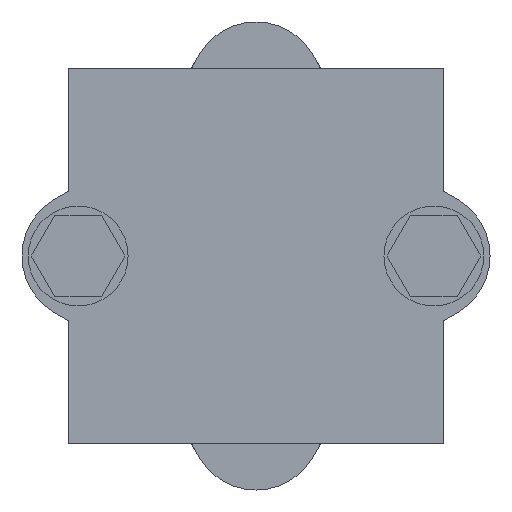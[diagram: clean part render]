
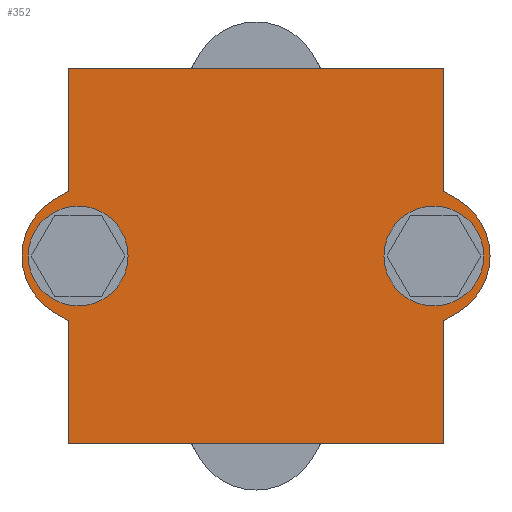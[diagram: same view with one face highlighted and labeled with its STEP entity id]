
A CAD part, left-side view. The second image highlights one B-rep face of the part: STEP entity #352.
In plain terms, the highlighted planar face has unit normal (-1, 0, 0).
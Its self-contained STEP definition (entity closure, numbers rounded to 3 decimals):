
#352 = ADVANCED_FACE( '', ( #725, #726, #727 ), #728, .F. );
#725 = FACE_BOUND( '', #1098, .T. );
#726 = FACE_BOUND( '', #1099, .T. );
#727 = FACE_OUTER_BOUND( '', #1100, .T. );
#728 = PLANE( '', #1101 );
#1098 = EDGE_LOOP( '', ( #2082 ) );
#1099 = EDGE_LOOP( '', ( #2083 ) );
#1100 = EDGE_LOOP( '', ( #2084, #2085, #2086, #2087, #2088, #2089, #2090, #2091, #2092, #2093, #2094, #2095 ) );
#1101 = AXIS2_PLACEMENT_3D( '', #2096, #2097, #2098 );
#2082 = ORIENTED_EDGE( '', *, *, #2331, .F. );
#2083 = ORIENTED_EDGE( '', *, *, #2467, .F. );
#2084 = ORIENTED_EDGE( '', *, *, #2452, .F. );
#2085 = ORIENTED_EDGE( '', *, *, #2212, .F. );
#2086 = ORIENTED_EDGE( '', *, *, #2549, .F. );
#2087 = ORIENTED_EDGE( '', *, *, #2401, .F. );
#2088 = ORIENTED_EDGE( '', *, *, #2162, .F. );
#2089 = ORIENTED_EDGE( '', *, *, #2378, .F. );
#2090 = ORIENTED_EDGE( '', *, *, #2217, .F. );
#2091 = ORIENTED_EDGE( '', *, *, #2263, .F. );
#2092 = ORIENTED_EDGE( '', *, *, #2480, .F. );
#2093 = ORIENTED_EDGE( '', *, *, #2357, .F. );
#2094 = ORIENTED_EDGE( '', *, *, #2517, .F. );
#2095 = ORIENTED_EDGE( '', *, *, #2303, .F. );
#2096 = CARTESIAN_POINT( '', ( -30., 0., 0. ) );
#2097 = DIRECTION( '', ( 1., 0., 0. ) );
#2098 = DIRECTION( '', ( 0., 0., -1. ) );
#2162 = EDGE_CURVE( '', #2569, #2571, #2572, .T. );
#2212 = EDGE_CURVE( '', #2659, #2661, #2662, .T. );
#2217 = EDGE_CURVE( '', #2668, #2670, #2671, .T. );
#2263 = EDGE_CURVE( '', #2748, #2668, #2750, .T. );
#2303 = EDGE_CURVE( '', #2813, #2815, #2816, .T. );
#2331 = EDGE_CURVE( '', #2855, #2855, #2856, .F. );
#2357 = EDGE_CURVE( '', #2898, #2900, #2901, .T. );
#2378 = EDGE_CURVE( '', #2670, #2569, #2930, .T. );
#2401 = EDGE_CURVE( '', #2571, #2957, #2958, .T. );
#2452 = EDGE_CURVE( '', #2661, #2813, #3031, .T. );
#2467 = EDGE_CURVE( '', #3047, #3047, #3048, .F. );
#2480 = EDGE_CURVE( '', #2900, #2748, #3065, .T. );
#2517 = EDGE_CURVE( '', #2815, #2898, #3113, .T. );
#2549 = EDGE_CURVE( '', #2957, #2659, #3147, .T. );
#2569 = VERTEX_POINT( '', #3172 );
#2571 = VERTEX_POINT( '', #3175 );
#2572 = LINE( '', #3176, #3177 );
#2659 = VERTEX_POINT( '', #3297 );
#2661 = VERTEX_POINT( '', #3300 );
#2662 = LINE( '', #3301, #3302 );
#2668 = VERTEX_POINT( '', #3310 );
#2670 = VERTEX_POINT( '', #3313 );
#2671 = LINE( '', #3314, #3315 );
#2748 = VERTEX_POINT( '', #3427 );
#2750 = LINE( '', #3430, #3431 );
#2813 = VERTEX_POINT( '', #3522 );
#2815 = VERTEX_POINT( '', #3525 );
#2816 = LINE( '', #3526, #3527 );
#2855 = VERTEX_POINT( '', #3586 );
#2856 = CIRCLE( '', #3587, 8. );
#2898 = VERTEX_POINT( '', #3643 );
#2900 = VERTEX_POINT( '', #3646 );
#2901 = LINE( '', #3647, #3648 );
#2930 = LINE( '', #3691, #3692 );
#2957 = VERTEX_POINT( '', #3731 );
#2958 = LINE( '', #3732, #3733 );
#3031 = LINE( '', #3837, #3838 );
#3047 = VERTEX_POINT( '', #3862 );
#3048 = CIRCLE( '', #3863, 8. );
#3065 = CIRCLE( '', #3886, 10.5 );
#3113 = LINE( '', #3953, #3954 );
#3147 = CIRCLE( '', #4001, 10.5 );
#3172 = CARTESIAN_POINT( '', ( -30., -30., 60. ) );
#3175 = CARTESIAN_POINT( '', ( -30., -30., 40.392 ) );
#3176 = CARTESIAN_POINT( '', ( -30., -30., 60. ) );
#3177 = VECTOR( '', #4014, 1000. );
#3297 = CARTESIAN_POINT( '', ( -30., -32.25, 20.907 ) );
#3300 = CARTESIAN_POINT( '', ( -30., -30., 19.608 ) );
#3301 = CARTESIAN_POINT( '', ( -30., -32.25, 20.907 ) );
#3302 = VECTOR( '', #4067, 1000. );
#3310 = CARTESIAN_POINT( '', ( -30., 30., 40.392 ) );
#3313 = CARTESIAN_POINT( '', ( -30., 30., 60. ) );
#3314 = CARTESIAN_POINT( '', ( -30., 30., 0. ) );
#3315 = VECTOR( '', #4071, 1000. );
#3427 = CARTESIAN_POINT( '', ( -30., 32.25, 39.093 ) );
#3430 = CARTESIAN_POINT( '', ( -30., 32.25, 39.093 ) );
#3431 = VECTOR( '', #4108, 1000. );
#3522 = CARTESIAN_POINT( '', ( -30., -30., 0. ) );
#3525 = CARTESIAN_POINT( '', ( -30., 30., 0. ) );
#3526 = CARTESIAN_POINT( '', ( -30., -30., 0. ) );
#3527 = VECTOR( '', #4144, 1000. );
#3586 = CARTESIAN_POINT( '', ( -30., -28.5, 22. ) );
#3587 = AXIS2_PLACEMENT_3D( '', #4168, #4169, #4170 );
#3643 = CARTESIAN_POINT( '', ( -30., 30., 19.608 ) );
#3646 = CARTESIAN_POINT( '', ( -30., 32.25, 20.907 ) );
#3647 = CARTESIAN_POINT( '', ( -30., 27., 17.876 ) );
#3648 = VECTOR( '', #4201, 1000. );
#3691 = CARTESIAN_POINT( '', ( -30., 30., 60. ) );
#3692 = VECTOR( '', #4219, 1000. );
#3731 = CARTESIAN_POINT( '', ( -30., -32.25, 39.093 ) );
#3732 = CARTESIAN_POINT( '', ( -30., -27., 42.124 ) );
#3733 = VECTOR( '', #4241, 1000. );
#3837 = CARTESIAN_POINT( '', ( -30., -30., 60. ) );
#3838 = VECTOR( '', #4288, 1000. );
#3862 = CARTESIAN_POINT( '', ( -30., 28.5, 22. ) );
#3863 = AXIS2_PLACEMENT_3D( '', #4297, #4298, #4299 );
#3886 = AXIS2_PLACEMENT_3D( '', #4309, #4310, #4311 );
#3953 = CARTESIAN_POINT( '', ( -30., 30., 0. ) );
#3954 = VECTOR( '', #4343, 1000. );
#4001 = AXIS2_PLACEMENT_3D( '', #4357, #4358, #4359 );
#4014 = DIRECTION( '', ( 0., 0., -1. ) );
#4067 = DIRECTION( '', ( 0., 0.866, -0.5 ) );
#4071 = DIRECTION( '', ( 0., 0., 1. ) );
#4108 = DIRECTION( '', ( 0., -0.866, 0.5 ) );
#4144 = DIRECTION( '', ( 0., 1., 0. ) );
#4168 = CARTESIAN_POINT( '', ( -30., -28.5, 30. ) );
#4169 = DIRECTION( '', ( 1., 0., 0. ) );
#4170 = DIRECTION( '', ( 0., 0., -1. ) );
#4201 = DIRECTION( '', ( 0., 0.866, 0.5 ) );
#4219 = DIRECTION( '', ( 0., -1., 0. ) );
#4241 = DIRECTION( '', ( 0., -0.866, -0.5 ) );
#4288 = DIRECTION( '', ( 0., 0., -1. ) );
#4297 = CARTESIAN_POINT( '', ( -30., 28.5, 30. ) );
#4298 = DIRECTION( '', ( 1., 0., 0. ) );
#4299 = DIRECTION( '', ( 0., 0., -1. ) );
#4309 = CARTESIAN_POINT( '', ( -30., 27., 30. ) );
#4310 = DIRECTION( '', ( 1., 0., 0. ) );
#4311 = DIRECTION( '', ( 0., 0., -1. ) );
#4343 = DIRECTION( '', ( 0., 0., 1. ) );
#4357 = CARTESIAN_POINT( '', ( -30., -27., 30. ) );
#4358 = DIRECTION( '', ( 1., 0., 0. ) );
#4359 = DIRECTION( '', ( 0., 0., -1. ) );
